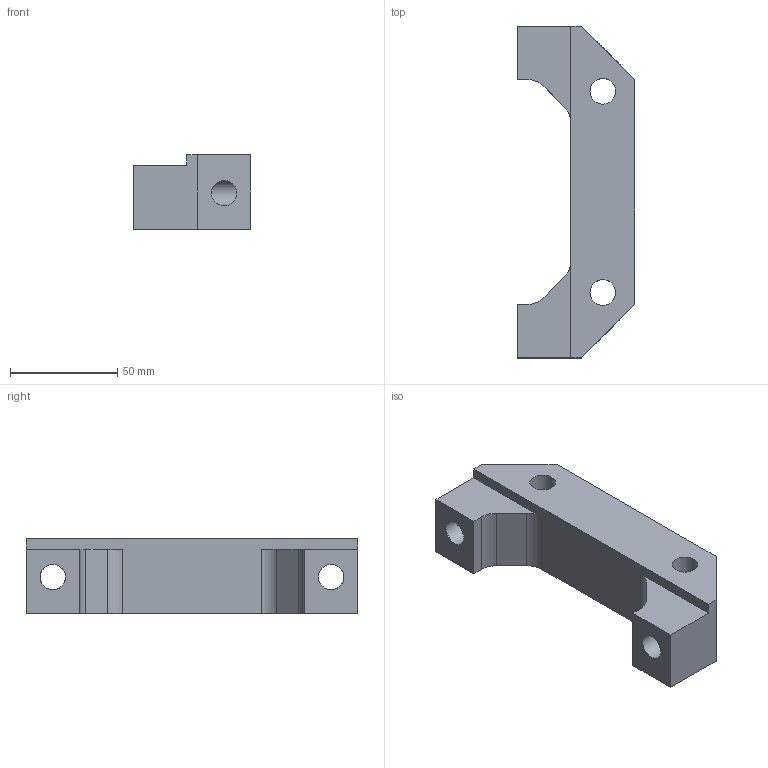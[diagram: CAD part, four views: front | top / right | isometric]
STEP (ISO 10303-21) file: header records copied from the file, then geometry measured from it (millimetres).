
FILE_DESCRIPTION(/* description */ (''),/* implementation_level */ '2;1');
FILE_NAME(/* name */ 'piece frein hloA.stp',/* time_stamp */ '2023-01-25T14:51:50+01:00',/* author */ ('JY.SOUPLY'),/* organization */ (''),/* preprocessor_version */ 'ST-DEVELOPER v18.1',/* originating_system */ 'Autodesk Inventor 2021',/* authorisation */ '');
FILE_SCHEMA (('AUTOMOTIVE_DESIGN { 1 0 10303 214 3 1 1 }'));
Length unit declared in the file: millimetre
Products named in the file (1): piece frein hlo
Bounding box: 55 x 155 x 35 mm (x, y, z)
Volume: 163280.1 mm3; surface area: 30905.5 mm2
Topology: 1 solids, 1 shells, 28 faces, 72 edges, 48 vertices
Faces by surface type: plane 18, cylinder 10
Full cylindrical faces by diameter (mm): 11.835 x2, 12 x2, 20 x2
Entity records: 913 total; most frequent: DIRECTION 150, CARTESIAN_POINT 149, ORIENTED_EDGE 144, EDGE_CURVE 72, LINE 52, VECTOR 52, AXIS2_PLACEMENT_3D 49, VERTEX_POINT 48
